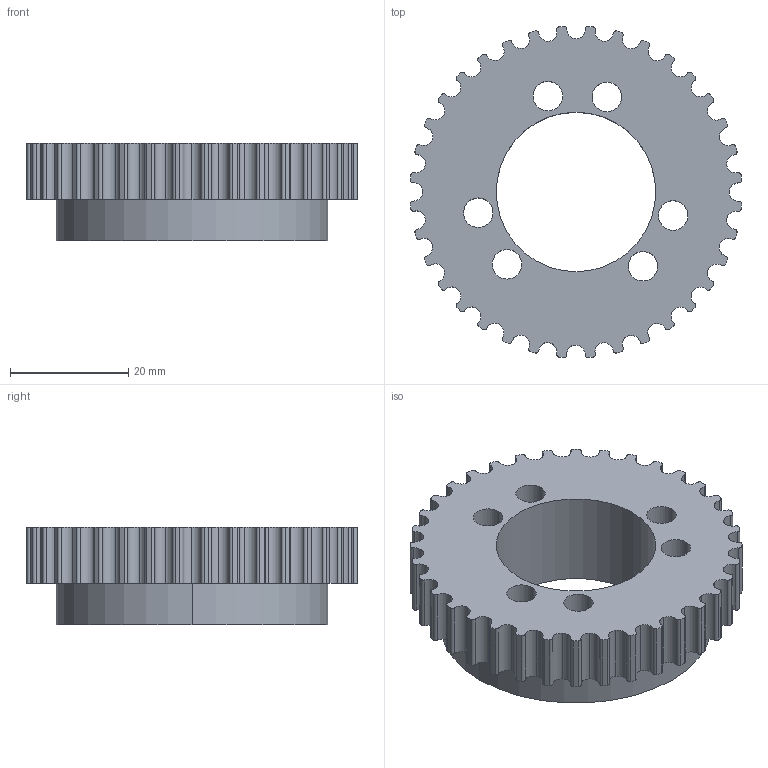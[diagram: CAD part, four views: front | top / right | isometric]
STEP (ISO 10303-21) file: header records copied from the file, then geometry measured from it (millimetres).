
FILE_DESCRIPTION (( 'STEP AP203' ), '1' );
FILE_NAME ('36T-HUB-6HOLES-M6.STEP', '2014-04-07T22:26:52', ( 'micro-pot' ), ( '' ), 'SwSTEP 2.0', 'SolidWorks 2014', '' );
FILE_SCHEMA (( 'CONFIG_CONTROL_DESIGN' ));
Length unit declared in the file: millimetre
Products named in the file (1): 36T-HUB-6HOLES-M6
Bounding box: 56.05 x 56.05 x 16.5 mm (x, y, z)
Volume: 21830.4 mm3; surface area: 9664.5 mm2
Topology: 1 solids, 1 shells, 238 faces, 705 edges, 470 vertices
Faces by surface type: cylinder 235, plane 3
Entity records: 8364 total; most frequent: DIRECTION 1653, CARTESIAN_POINT 1414, ORIENTED_EDGE 1410, AXIS2_PLACEMENT_3D 709, EDGE_CURVE 705, VERTEX_POINT 470, CIRCLE 470, EDGE_LOOP 253
